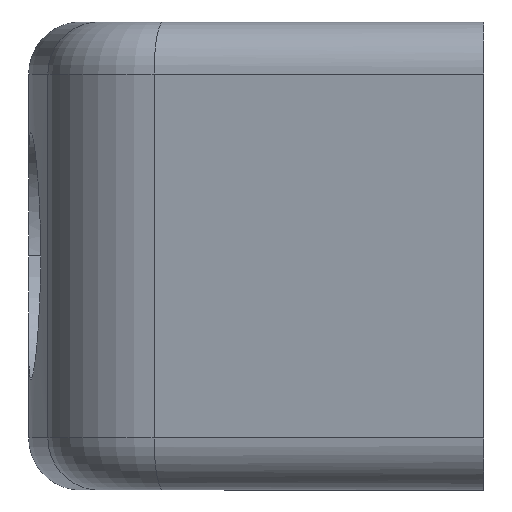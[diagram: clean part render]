
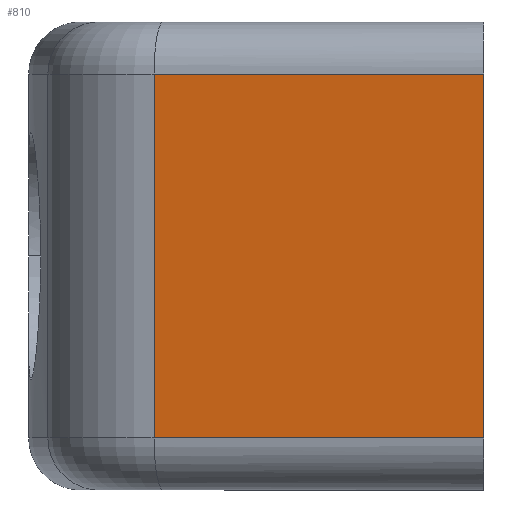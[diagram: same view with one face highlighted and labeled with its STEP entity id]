
A CAD part, left-side view. The second image highlights one B-rep face of the part: STEP entity #810.
In plain terms, the highlighted planar face has unit normal (-0.985, 0.174, 0).
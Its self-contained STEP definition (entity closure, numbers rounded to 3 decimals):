
#45 = ORIENTED_EDGE ( 'NONE', *, *, #861, .T. ) ;
#54 = ORIENTED_EDGE ( 'NONE', *, *, #295, .F. ) ;
#59 = EDGE_CURVE ( 'NONE', #218, #297, #617, .T. ) ;
#65 = VECTOR ( 'NONE', #721, 1000. ) ;
#72 = EDGE_LOOP ( 'NONE', ( #54, #45, #800, #654 ) ) ;
#184 = VERTEX_POINT ( 'NONE', #379 ) ;
#194 = VECTOR ( 'NONE', #328, 1000. ) ;
#218 = VERTEX_POINT ( 'NONE', #387 ) ;
#249 = CARTESIAN_POINT ( 'NONE',  ( -6.606, 1.568, -12. ) ) ;
#295 = EDGE_CURVE ( 'NONE', #184, #827, #504, .T. ) ;
#297 = VERTEX_POINT ( 'NONE', #471 ) ;
#303 = VECTOR ( 'NONE', #646, 1000. ) ;
#328 = DIRECTION ( 'NONE',  ( 0., 0., 1. ) ) ;
#338 = AXIS2_PLACEMENT_3D ( 'NONE', #386, #883, #819 ) ;
#371 = FACE_OUTER_BOUND ( 'NONE', #72, .T. ) ;
#379 = CARTESIAN_POINT ( 'NONE',  ( -6.606, 1.568, -2.8 ) ) ;
#386 = CARTESIAN_POINT ( 'NONE',  ( -7.5, -3.5, -12. ) ) ;
#387 = CARTESIAN_POINT ( 'NONE',  ( -7.5, -3.5, -2.8 ) ) ;
#422 = CARTESIAN_POINT ( 'NONE',  ( -7.5, -3.5, -2.8 ) ) ;
#424 = LINE ( 'NONE', #629, #303 ) ;
#471 = CARTESIAN_POINT ( 'NONE',  ( -7.5, -3.5, 2.8 ) ) ;
#504 = LINE ( 'NONE', #249, #194 ) ;
#556 = LINE ( 'NONE', #422, #65 ) ;
#617 = LINE ( 'NONE', #648, #904 ) ;
#629 = CARTESIAN_POINT ( 'NONE',  ( -7.5, -3.5, 2.8 ) ) ;
#646 = DIRECTION ( 'NONE',  ( 0.174, 0.985, 0. ) ) ;
#648 = CARTESIAN_POINT ( 'NONE',  ( -7.5, -3.5, -3.6 ) ) ;
#654 = ORIENTED_EDGE ( 'NONE', *, *, #701, .T. ) ;
#701 = EDGE_CURVE ( 'NONE', #297, #827, #424, .T. ) ;
#721 = DIRECTION ( 'NONE',  ( -0.174, -0.985, 0. ) ) ;
#750 = PLANE ( 'NONE',  #338 ) ;
#788 = DIRECTION ( 'NONE',  ( 0., 0., 1. ) ) ;
#800 = ORIENTED_EDGE ( 'NONE', *, *, #59, .T. ) ;
#810 = ADVANCED_FACE ( 'NONE', ( #371 ), #750, .F. ) ;
#813 = CARTESIAN_POINT ( 'NONE',  ( -6.606, 1.568, 2.8 ) ) ;
#819 = DIRECTION ( 'NONE',  ( 0.174, 0.985, 0. ) ) ;
#827 = VERTEX_POINT ( 'NONE', #813 ) ;
#861 = EDGE_CURVE ( 'NONE', #184, #218, #556, .T. ) ;
#883 = DIRECTION ( 'NONE',  ( 0.985, -0.174, 0. ) ) ;
#904 = VECTOR ( 'NONE', #788, 1000. ) ;
